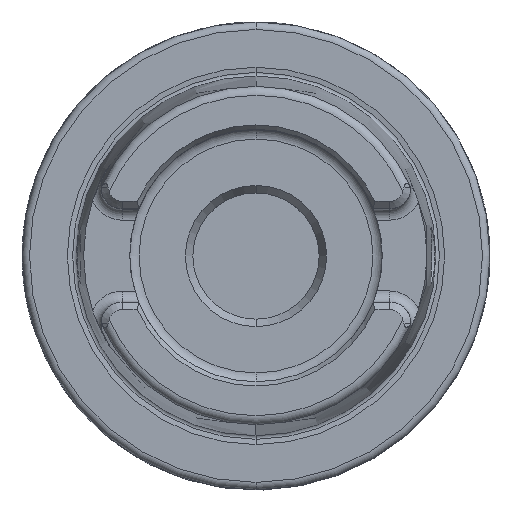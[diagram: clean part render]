
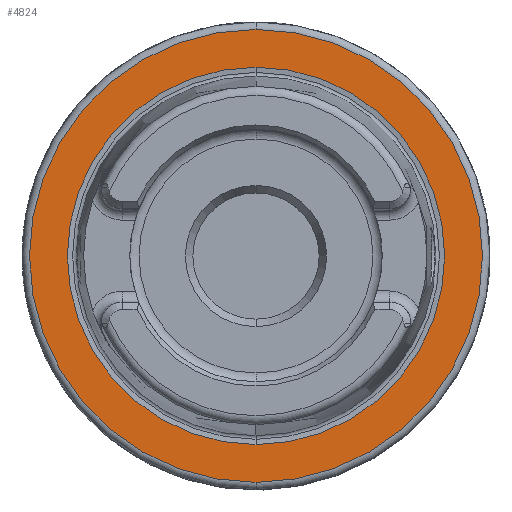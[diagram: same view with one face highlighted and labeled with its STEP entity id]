
A CAD part, top view. The second image highlights one B-rep face of the part: STEP entity #4824.
In plain terms, the highlighted planar face has unit normal (0, 0, 1).
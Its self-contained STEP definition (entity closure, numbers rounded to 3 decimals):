
#1264=CARTESIAN_POINT('',(0,0,26));
#1265=DIRECTION('',(0,0,-1));
#1266=DIRECTION('',(0,1,0));
#1267=AXIS2_PLACEMENT_3D('',#1264,#1265,#1266);
#1277=CARTESIAN_POINT('',(0,0,26));
#1278=DIRECTION('',(0,0,1));
#1279=DIRECTION('',(0,1,0));
#1280=AXIS2_PLACEMENT_3D('',#1277,#1278,#1279);
#1282=CARTESIAN_POINT('',(0,0,26));
#1283=DIRECTION('',(0,0,1));
#1284=DIRECTION('',(0,1,0));
#1285=AXIS2_PLACEMENT_3D('',#1282,#1283,#1284);
#1287=CARTESIAN_POINT('',(0,0,26));
#1288=DIRECTION('',(0,0,1));
#1289=DIRECTION('',(0,-1,0));
#1290=AXIS2_PLACEMENT_3D('',#1287,#1288,#1289);
#2999=CARTESIAN_POINT('',(0,25.409,26));
#3001=VERTEX_POINT('',#2999);
#3035=CARTESIAN_POINT('',(0,-25.409,26));
#3037=VERTEX_POINT('',#3035);
#3101=CARTESIAN_POINT('',(0,30.5,26));
#3102=CARTESIAN_POINT('',(0,-30.5,26));
#3103=VERTEX_POINT('',#3101);
#3104=VERTEX_POINT('',#3102);
#4809=CARTESIAN_POINT('',(0,0,26));
#4810=DIRECTION('',(0,0,-1));
#4811=DIRECTION('',(0,-1,0));
#4812=AXIS2_PLACEMENT_3D('',#4809,#4810,#4811);
#4813=PLANE('',#4812);
#4815=ORIENTED_EDGE('',*,*,#4814,.F.);
#4817=ORIENTED_EDGE('',*,*,#4816,.F.);
#4818=EDGE_LOOP('',(#4815,#4817));
#4819=FACE_OUTER_BOUND('',#4818,.F.);
#4820=ORIENTED_EDGE('',*,*,#4804,.T.);
#4821=ORIENTED_EDGE('',*,*,#4788,.F.);
#4822=EDGE_LOOP('',(#4820,#4821));
#4823=FACE_BOUND('',#4822,.F.);
#4824=ADVANCED_FACE('',(#4819,#4823),#4813,.F.);
#1268=CIRCLE('',#1267,25.409);
#1281=CIRCLE('',#1280,25.409);
#1286=CIRCLE('',#1285,30.5);
#1291=CIRCLE('',#1290,30.5);
#4788=EDGE_CURVE('',#3001,#3037,#1268,.T.);
#4804=EDGE_CURVE('',#3001,#3037,#1281,.T.);
#4814=EDGE_CURVE('',#3103,#3104,#1286,.T.);
#4816=EDGE_CURVE('',#3104,#3103,#1291,.T.);
